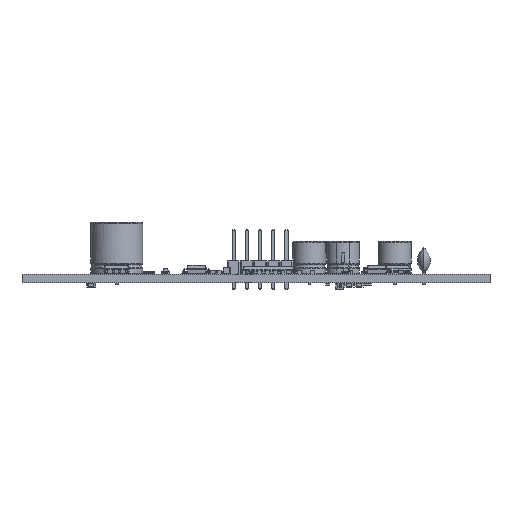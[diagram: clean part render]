
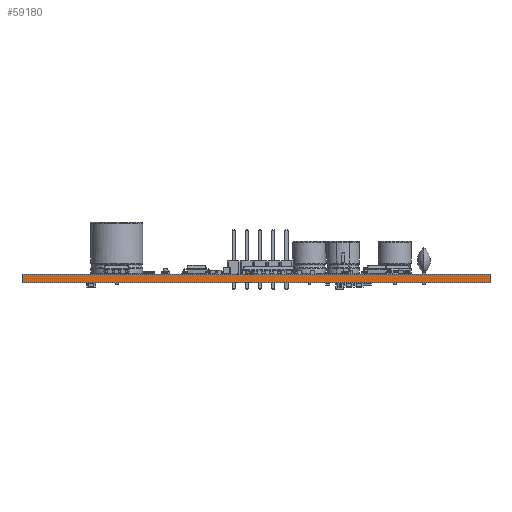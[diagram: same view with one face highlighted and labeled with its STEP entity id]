
A CAD part, front view. The second image highlights one B-rep face of the part: STEP entity #59180.
In plain terms, the highlighted planar face has unit normal (0, -1, 0).
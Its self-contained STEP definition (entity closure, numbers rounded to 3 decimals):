
#59180 = ADVANCED_FACE('',(#59181),#59215,.T.);
#59181 = FACE_BOUND('',#59182,.T.);
#59182 = EDGE_LOOP('',(#59183,#59193,#59201,#59209));
#59183 = ORIENTED_EDGE('',*,*,#59184,.T.);
#59184 = EDGE_CURVE('',#59185,#59187,#59189,.T.);
#59185 = VERTEX_POINT('',#59186);
#59186 = CARTESIAN_POINT('',(110.,-140.,0.));
#59187 = VERTEX_POINT('',#59188);
#59188 = CARTESIAN_POINT('',(110.,-140.,1.6));
#59189 = LINE('',#59190,#59191);
#59190 = CARTESIAN_POINT('',(110.,-140.,0.));
#59191 = VECTOR('',#59192,1.);
#59192 = DIRECTION('',(0.,0.,1.));
#59193 = ORIENTED_EDGE('',*,*,#59194,.T.);
#59194 = EDGE_CURVE('',#59187,#59195,#59197,.T.);
#59195 = VERTEX_POINT('',#59196);
#59196 = CARTESIAN_POINT('',(20.,-140.,1.6));
#59197 = LINE('',#59198,#59199);
#59198 = CARTESIAN_POINT('',(110.,-140.,1.6));
#59199 = VECTOR('',#59200,1.);
#59200 = DIRECTION('',(-1.,0.,0.));
#59201 = ORIENTED_EDGE('',*,*,#59202,.F.);
#59202 = EDGE_CURVE('',#59203,#59195,#59205,.T.);
#59203 = VERTEX_POINT('',#59204);
#59204 = CARTESIAN_POINT('',(20.,-140.,0.));
#59205 = LINE('',#59206,#59207);
#59206 = CARTESIAN_POINT('',(20.,-140.,0.));
#59207 = VECTOR('',#59208,1.);
#59208 = DIRECTION('',(0.,0.,1.));
#59209 = ORIENTED_EDGE('',*,*,#59210,.F.);
#59210 = EDGE_CURVE('',#59185,#59203,#59211,.T.);
#59211 = LINE('',#59212,#59213);
#59212 = CARTESIAN_POINT('',(110.,-140.,0.));
#59213 = VECTOR('',#59214,1.);
#59214 = DIRECTION('',(-1.,0.,0.));
#59215 = PLANE('',#59216);
#59216 = AXIS2_PLACEMENT_3D('',#59217,#59218,#59219);
#59217 = CARTESIAN_POINT('',(110.,-140.,0.));
#59218 = DIRECTION('',(0.,-1.,0.));
#59219 = DIRECTION('',(-1.,0.,0.));
